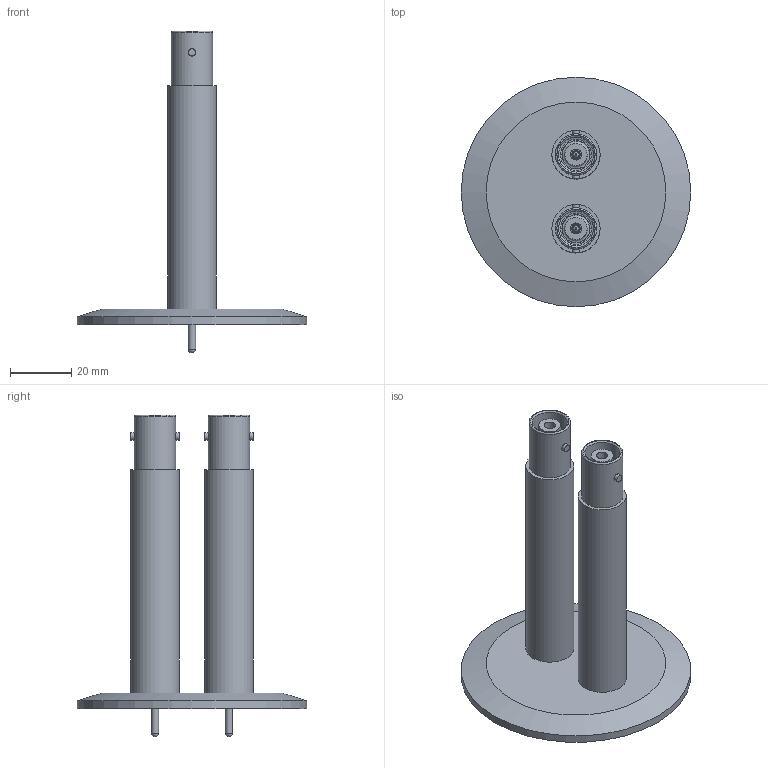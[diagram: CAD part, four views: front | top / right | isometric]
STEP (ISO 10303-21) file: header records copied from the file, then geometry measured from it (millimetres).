
FILE_DESCRIPTION(/* description */ ('STEP AP203'),/* implementation_level */ '2;1');
FILE_NAME(/* name */ 'FH20-SHV2-50KF.stp',/* time_stamp */ '2015-06-04T08:23:04+01:00',/* author */ ('Paul'),/* organization */ (''),/* preprocessor_version */ 'ST-DEVELOPER v16.1',/* originating_system */ 'Autodesk Inventor 2016',/* authorisation */ '');
FILE_SCHEMA (('AUTOMOTIVE_DESIGN { 1 0 10303 214 3 1 1 }'));
Length unit declared in the file: millimetre
Products named in the file (1): FH20-SHV2-50KF
Bounding box: 74.93 x 74.93 x 104.95 mm (x, y, z)
Volume: 38362.7 mm3; surface area: 35707 mm2
Topology: 1 solids, 1 shells, 118 faces, 219 edges, 145 vertices
Faces by surface type: cylinder 47, plane 44, torus 14, cone 9, bspline 4
Full cylindrical faces by diameter (mm): 1.981 x2, 2.388 x8, 2.743 x2, 3.607 x2, 7.112 x2, 7.214 x2, 7.239 x2, 7.29 x2, 7.925 x2, 9.195 x4, 10.16 x2, 11.43 x2, 13.081 x2, 13.513 x2, 13.691 x2, 13.97 x2, 14.275 x2, 15.748 x2, 46.228 x1, 52.578 x1, 74.93 x1
Entity records: 3522 total; most frequent: CARTESIAN_POINT 1445, DIRECTION 460, ORIENTED_EDGE 270, EDGE_LOOP 230, AXIS2_PLACEMENT_3D 230, EDGE_CURVE 135, VERTEX_POINT 131, FACE_OUTER_BOUND 118
